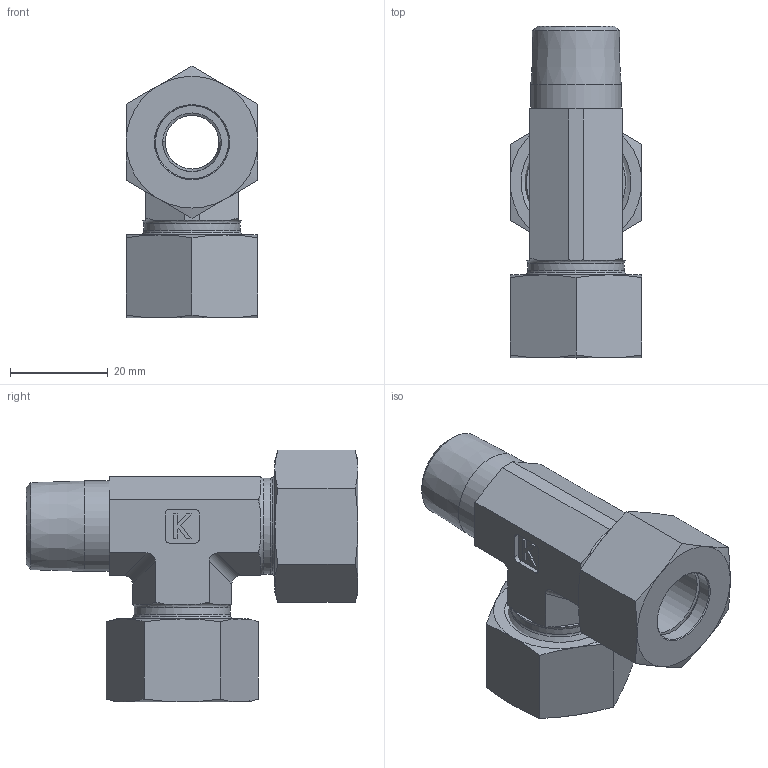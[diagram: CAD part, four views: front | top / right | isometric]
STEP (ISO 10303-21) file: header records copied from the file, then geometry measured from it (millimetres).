
FILE_DESCRIPTION((''),'2;1');
FILE_NAME('2503151822.stp','2014-08-25T11:02:25',(''),('KNOMI spol. s r. o.'),'Autodesk Inventor 2012','Autodesk Inventor 2012','');
FILE_SCHEMA(('AUTOMOTIVE_DESIGN { 1 2 10303 214 0 1 1 1 }'));
Length unit declared in the file: millimetre
Products named in the file (4): TBCM2K 15LMkuž; 40115; 3911522; 2502151822
Assembly tree (5 placements, depth 2):
  TBCM2K 15LMkuž
    40115  x2
    3911522  x2
    2502151822
Bounding box: 27 x 68 x 51.59 mm (x, y, z)
Volume: 28114.7 mm3; surface area: 17624.5 mm2
Topology: 5 solids, 5 shells, 171 faces, 421 edges, 264 vertices
Faces by surface type: plane 85, cone 50, cylinder 30, torus 6
Full cylindrical faces by diameter (mm): 11 x1, 12 x2, 15 x6, 17.3 x2, 18.532 x1, 19.7 x2, 20 x2, 20.376 x2, 22 x2
Entity records: 4121 total; most frequent: CARTESIAN_POINT 836, DIRECTION 634, ORIENTED_EDGE 596, EDGE_CURVE 298, AXIS2_PLACEMENT_3D 252, VERTEX_POINT 208, EDGE_LOOP 184, STYLED_ITEM 139
